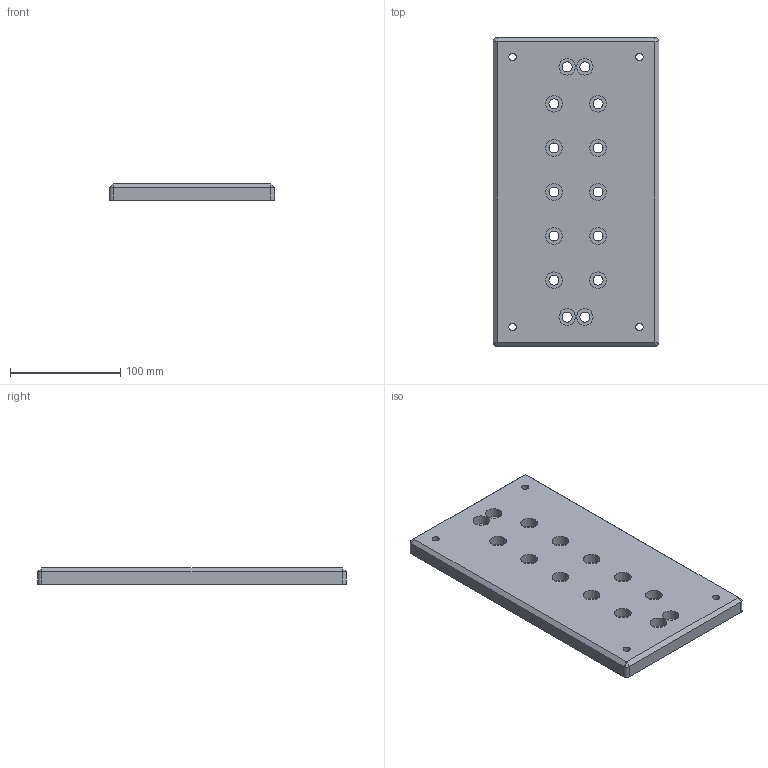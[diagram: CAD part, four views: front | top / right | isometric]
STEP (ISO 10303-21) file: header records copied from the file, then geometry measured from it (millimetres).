
FILE_DESCRIPTION((''),'2;1');
FILE_NAME('SL0206S.ipt.step','2007-09-10T15:13:32',(''),(''),'Autodesk Inventor 11','Autodesk Inventor 11','');
FILE_SCHEMA(('AUTOMOTIVE_DESIGN { 1 0 10303 214 1 1 1 1 }'));
Length unit declared in the file: millimetre
Products named in the file (1): SL0206S
Bounding box: 150 x 280 x 15 mm (x, y, z)
Volume: 594969.5 mm3; surface area: 102526.4 mm2
Topology: 1 solids, 1 shells, 64 faces, 140 edges, 88 vertices
Faces by surface type: bspline 46, plane 10, cone 4, cylinder 4
Entity records: 2063 total; most frequent: CARTESIAN_POINT 835, DIRECTION 210, ORIENTED_EDGE 200, EDGE_LOOP 146, EDGE_CURVE 100, AXIS2_PLACEMENT_3D 91, VERTEX_POINT 84, FACE_BOUND 82
